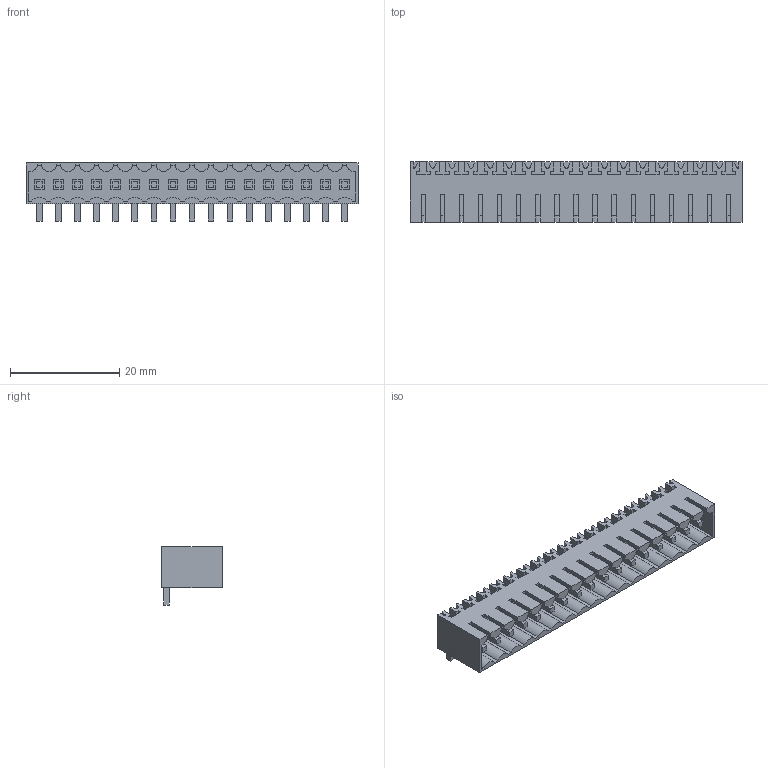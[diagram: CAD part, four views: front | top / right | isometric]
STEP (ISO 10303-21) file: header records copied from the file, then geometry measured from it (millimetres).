
FILE_DESCRIPTION(('CATIA V5 STEP Exchange','CAx-IF Rec.Pracs.--- Model Styling and Organization---1.2---2011-12-15'),'2;1');
FILE_NAME ('D1453609_0_1619380000_1619380000.stp','2018-03-06T11:51:06+00:00',('none'),('Weidmueller'),'CATIA Version 5-6 Release 2014','CATIA V5 STEP AP214','none');
FILE_SCHEMA(('AUTOMOTIVE_DESIGN { 1 0 10303 214 1 1 1 1 }'));
Length unit declared in the file: millimetre
Products named in the file (1): 1619380000
Bounding box: 60.9 x 11.05 x 10.65 mm (x, y, z)
Volume: 2199 mm3; surface area: 6011.7 mm2
Topology: 18 solids, 18 shells, 966 faces, 2964 edges, 2034 vertices
Faces by surface type: plane 897, cylinder 69
Entity records: 30290 total; most frequent: ORIENTED_EDGE 5928, CARTESIAN_POINT 5483, DIRECTION 3932, EDGE_CURVE 2964, VECTOR 2794, LINE 2794, VERTEX_POINT 2034, EDGE_LOOP 1000
